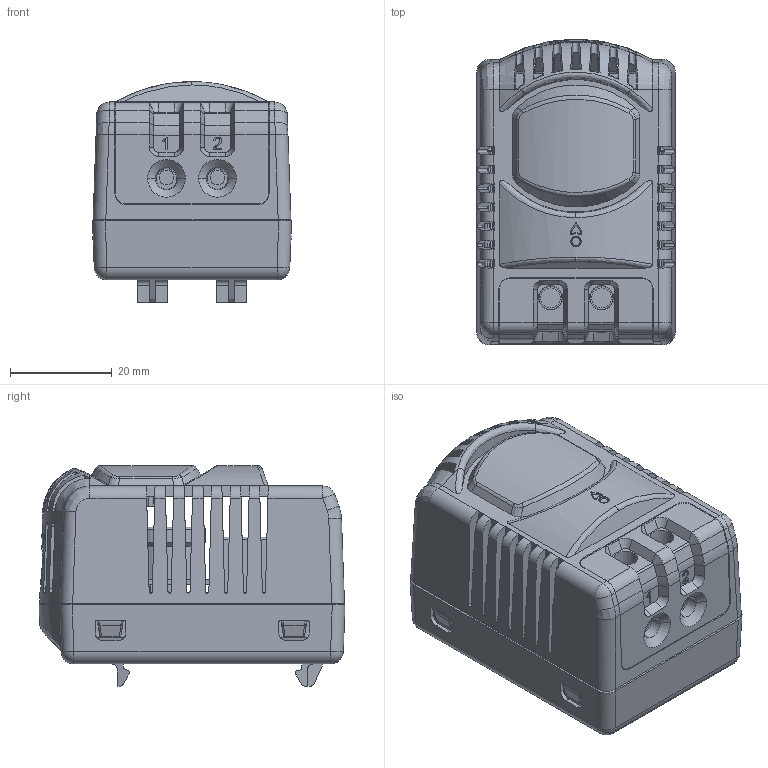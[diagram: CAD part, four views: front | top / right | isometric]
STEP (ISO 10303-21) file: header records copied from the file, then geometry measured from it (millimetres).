
FILE_DESCRIPTION((''),'2;1');
FILE_NAME('3010XX-FIXED_ASM','2024-12-02T08:31:23',('alexcam'),(''),'CREO PARAMETRIC BY PTC INC, 2023294','CREO PARAMETRIC BY PTC INC, 2023294','');
FILE_SCHEMA(('AUTOMOTIVE_DESIGN { 1 0 10303 214 1 1 1 1 }'));
Products named in the file (7): HOUSING-41616-FIXED-25C; SOCKET-41618-ELECTRONIC; FIXED-TSTAT-PCB; KARSON-TBLOCK-2P; TK24-T09-MG00-BXP-1-PILL; FIXED-TSTAT-PCB_ASM; 3010XX-FIXED_ASM
Assembly tree (6 placements, depth 3):
  3010XX-FIXED_ASM
    HOUSING-41616-FIXED-25C
    SOCKET-41618-ELECTRONIC
    FIXED-TSTAT-PCB_ASM
      FIXED-TSTAT-PCB
      KARSON-TBLOCK-2P
      TK24-T09-MG00-BXP-1-PILL
Bounding box: 39 x 60 x 43.3 mm (x, y, z)
Volume: 25555.5 mm3; surface area: 32105.3 mm2
Topology: 5 solids, 5 shells, 1662 faces, 4639 edges, 2966 vertices
Faces by surface type: plane 801, cylinder 428, bspline 175, extrusion 128, cone 102, sphere 15, torus 13
Entity records: 78648 total; most frequent: CARTESIAN_POINT 24542, ORIENTED_EDGE 9278, DIRECTION 6375, PRESENTATION_STYLE_ASSIGNMENT 4687, STYLED_ITEM 4644, CURVE_STYLE 4639, EDGE_CURVE 4639, VERTEX_POINT 2966
